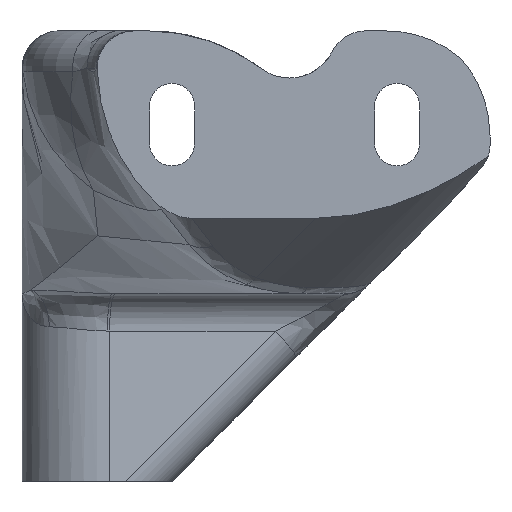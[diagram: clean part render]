
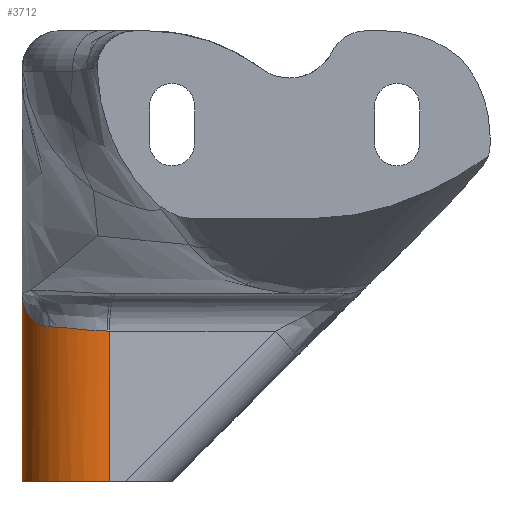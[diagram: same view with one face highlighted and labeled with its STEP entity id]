
A CAD part, front view. The second image highlights one B-rep face of the part: STEP entity #3712.
In plain terms, the highlighted cylindrical face has radius 10 mm (diameter 20 mm), a partial arc.
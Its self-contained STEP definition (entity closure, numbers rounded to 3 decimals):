
#7 = ORIENTED_EDGE ( 'NONE', *, *, #6525, .T. ) ;
#22 = CARTESIAN_POINT ( 'NONE',  ( 11.92, 69.363, 88.962 ) ) ;
#52 = CARTESIAN_POINT ( 'NONE',  ( 12.781, 68.486, 88.737 ) ) ;
#89 = CIRCLE ( 'NONE', #4770, 10. ) ;
#129 = CARTESIAN_POINT ( 'NONE',  ( 19.476, 75.927, 68.171 ) ) ;
#204 = CARTESIAN_POINT ( 'NONE',  ( 21.142, 66.067, 88.171 ) ) ;
#262 = CARTESIAN_POINT ( 'NONE',  ( 14.526, 67.231, 88.664 ) ) ;
#331 = CARTESIAN_POINT ( 'NONE',  ( 18.447, 65.974, 88.287 ) ) ;
#402 = CARTESIAN_POINT ( 'NONE',  ( 19.477, 65.903, 88.207 ) ) ;
#412 = VECTOR ( 'NONE', #3498, 1000. ) ;
#611 = VECTOR ( 'NONE', #3731, 1000. ) ;
#717 = CIRCLE ( 'NONE', #3379, 10. ) ;
#759 = CARTESIAN_POINT ( 'NONE',  ( 20.861, 66.023, 88.171 ) ) ;
#830 = CARTESIAN_POINT ( 'NONE',  ( 16.085, 66.494, 88.522 ) ) ;
#973 = CARTESIAN_POINT ( 'NONE',  ( 9.476, 75.927, 68.171 ) ) ;
#1081 = CARTESIAN_POINT ( 'NONE',  ( 11.21, 70.286, 89.36 ) ) ;
#1321 = CARTESIAN_POINT ( 'NONE',  ( 17.42, 66.134, 88.383 ) ) ;
#1427 = DIRECTION ( 'NONE',  ( -1., 0., 0. ) ) ;
#1455 = CARTESIAN_POINT ( 'NONE',  ( 21.142, 66.067, 93.171 ) ) ;
#1497 = CARTESIAN_POINT ( 'NONE',  ( 19.476, 75.927, 88.171 ) ) ;
#1638 = CARTESIAN_POINT ( 'NONE',  ( 11.668, 69.666, 89.08 ) ) ;
#1794 = CARTESIAN_POINT ( 'NONE',  ( 13.104, 68.22, 88.732 ) ) ;
#1811 = CARTESIAN_POINT ( 'NONE',  ( 9.476, 75.927, 93.171 ) ) ;
#1859 = CARTESIAN_POINT ( 'NONE',  ( 13.104, 68.22, 88.732 ) ) ;
#2024 = CARTESIAN_POINT ( 'NONE',  ( 9.624, 74.179, 91.865 ) ) ;
#2057 = CARTESIAN_POINT ( 'NONE',  ( 9.518, 74.993, 92.495 ) ) ;
#2093 = DIRECTION ( 'NONE',  ( 0., 0., -1. ) ) ;
#2115 = CARTESIAN_POINT ( 'NONE',  ( 9.504, 75.154, 92.623 ) ) ;
#2389 = CARTESIAN_POINT ( 'NONE',  ( 21.142, 66.067, 68.171 ) ) ;
#2392 = CARTESIAN_POINT ( 'NONE',  ( 20.861, 66.023, 88.171 ) ) ;
#2494 = LINE ( 'NONE', #1455, #412 ) ;
#2625 = DIRECTION ( 'NONE',  ( -1., 0., 0. ) ) ;
#2718 = VERTEX_POINT ( 'NONE', #973 ) ;
#2788 = CARTESIAN_POINT ( 'NONE',  ( 18.104, 66.015, 88.317 ) ) ;
#2791 = VERTEX_POINT ( 'NONE', #1811 ) ;
#2860 = CARTESIAN_POINT ( 'NONE',  ( 20.167, 65.926, 88.171 ) ) ;
#2898 = CARTESIAN_POINT ( 'NONE',  ( 9.476, 75.927, 93.171 ) ) ;
#2979 = B_SPLINE_CURVE_WITH_KNOTS ( 'NONE', 3,
 ( #759, #2860, #402, #331, #2788, #1321, #5385, #830, #4828, #262, #4403, #4335, #6355, #1794 ),
 .UNSPECIFIED., .F., .F.,
 ( 4, 2, 2, 2, 2, 2, 4 ),
 ( 0., 0.002, 0.003, 0.004, 0.006, 0.007, 0.008 ),
 .UNSPECIFIED. ) ;
#3008 = VERTEX_POINT ( 'NONE', #3317 ) ;
#3088 = CARTESIAN_POINT ( 'NONE',  ( 9.572, 74.507, 92.113 ) ) ;
#3095 = CARTESIAN_POINT ( 'NONE',  ( 19.476, 75.927, 93.171 ) ) ;
#3117 = CARTESIAN_POINT ( 'NONE',  ( 10.465, 71.575, 90.078 ) ) ;
#3270 = EDGE_LOOP ( 'NONE', ( #7, #5550, #5926, #4345, #4504, #3735, #4305 ) ) ;
#3271 = AXIS2_PLACEMENT_3D ( 'NONE', #5265, #4316, #6333 ) ;
#3317 = CARTESIAN_POINT ( 'NONE',  ( 9.477, 75.773, 93.171 ) ) ;
#3379 = AXIS2_PLACEMENT_3D ( 'NONE', #1497, #5526, #1427 ) ;
#3493 = VERTEX_POINT ( 'NONE', #1859 ) ;
#3498 = DIRECTION ( 'NONE',  ( 0., 0., -1. ) ) ;
#3546 = EDGE_CURVE ( 'NONE', #4664, #3571, #717, .T. ) ;
#3571 = VERTEX_POINT ( 'NONE', #2392 ) ;
#3596 = CIRCLE ( 'NONE', #3271, 10. ) ;
#3712 = ADVANCED_FACE ( 'NONE', ( #6158 ), #6598, .T. ) ;
#3731 = DIRECTION ( 'NONE',  ( 0., 0., -1. ) ) ;
#3735 = ORIENTED_EDGE ( 'NONE', *, *, #4931, .F. ) ;
#4032 = B_SPLINE_CURVE_WITH_KNOTS ( 'NONE', 3,
 ( #5616, #52, #4650, #22, #1638, #1081, #4066, #6590, #3117, #5117, #4565, #2024, #3088, #2057, #2115, #6088, #4158, #4100, #6176, #5583 ),
 .UNSPECIFIED., .F., .F.,
 ( 4, 2, 2, 2, 2, 2, 2, 2, 2, 4 ),
 ( 0., 0.001, 0.002, 0.004, 0.005, 0.007, 0.009, 0.009, 0.01, 0.01 ),
 .UNSPECIFIED. ) ;
#4055 = EDGE_CURVE ( 'NONE', #3493, #3008, #4032, .T. ) ;
#4066 = CARTESIAN_POINT ( 'NONE',  ( 11.003, 70.602, 89.522 ) ) ;
#4100 = CARTESIAN_POINT ( 'NONE',  ( 9.48, 75.629, 93.023 ) ) ;
#4158 = CARTESIAN_POINT ( 'NONE',  ( 9.486, 75.473, 92.887 ) ) ;
#4274 = EDGE_CURVE ( 'NONE', #3008, #2791, #3596, .T. ) ;
#4305 = ORIENTED_EDGE ( 'NONE', *, *, #3546, .T. ) ;
#4316 = DIRECTION ( 'NONE',  ( 0., 0., -1. ) ) ;
#4335 = CARTESIAN_POINT ( 'NONE',  ( 13.646, 67.794, 88.717 ) ) ;
#4345 = ORIENTED_EDGE ( 'NONE', *, *, #4649, .T. ) ;
#4403 = CARTESIAN_POINT ( 'NONE',  ( 14.224, 67.41, 88.685 ) ) ;
#4504 = ORIENTED_EDGE ( 'NONE', *, *, #6390, .F. ) ;
#4565 = CARTESIAN_POINT ( 'NONE',  ( 9.831, 73.201, 91.145 ) ) ;
#4586 = DIRECTION ( 'NONE',  ( -1., 0., 0. ) ) ;
#4649 = EDGE_CURVE ( 'NONE', #2791, #2718, #4771, .T. ) ;
#4650 = CARTESIAN_POINT ( 'NONE',  ( 12.481, 68.768, 88.79 ) ) ;
#4664 = VERTEX_POINT ( 'NONE', #204 ) ;
#4770 = AXIS2_PLACEMENT_3D ( 'NONE', #129, #5818, #4586 ) ;
#4771 = LINE ( 'NONE', #2898, #611 ) ;
#4828 = CARTESIAN_POINT ( 'NONE',  ( 15.447, 66.748, 88.588 ) ) ;
#4931 = EDGE_CURVE ( 'NONE', #4664, #5878, #2494, .T. ) ;
#5117 = CARTESIAN_POINT ( 'NONE',  ( 10.036, 72.55, 90.694 ) ) ;
#5265 = CARTESIAN_POINT ( 'NONE',  ( 19.476, 75.927, 93.171 ) ) ;
#5385 = CARTESIAN_POINT ( 'NONE',  ( 17.081, 66.212, 88.419 ) ) ;
#5526 = DIRECTION ( 'NONE',  ( 0., 0., -1. ) ) ;
#5550 = ORIENTED_EDGE ( 'NONE', *, *, #4055, .T. ) ;
#5583 = CARTESIAN_POINT ( 'NONE',  ( 9.477, 75.773, 93.171 ) ) ;
#5616 = CARTESIAN_POINT ( 'NONE',  ( 13.104, 68.22, 88.732 ) ) ;
#5818 = DIRECTION ( 'NONE',  ( 0., 0., -1. ) ) ;
#5878 = VERTEX_POINT ( 'NONE', #2389 ) ;
#5925 = AXIS2_PLACEMENT_3D ( 'NONE', #3095, #2093, #2625 ) ;
#5926 = ORIENTED_EDGE ( 'NONE', *, *, #4274, .T. ) ;
#6088 = CARTESIAN_POINT ( 'NONE',  ( 9.489, 75.394, 92.82 ) ) ;
#6158 = FACE_OUTER_BOUND ( 'NONE', #3270, .T. ) ;
#6176 = CARTESIAN_POINT ( 'NONE',  ( 9.478, 75.707, 93.091 ) ) ;
#6333 = DIRECTION ( 'NONE',  ( -1., 0., 0. ) ) ;
#6355 = CARTESIAN_POINT ( 'NONE',  ( 13.369, 68., 88.727 ) ) ;
#6390 = EDGE_CURVE ( 'NONE', #5878, #2718, #89, .T. ) ;
#6525 = EDGE_CURVE ( 'NONE', #3571, #3493, #2979, .T. ) ;
#6590 = CARTESIAN_POINT ( 'NONE',  ( 10.631, 71.247, 89.881 ) ) ;
#6598 = CYLINDRICAL_SURFACE ( 'NONE', #5925, 10. ) ;
